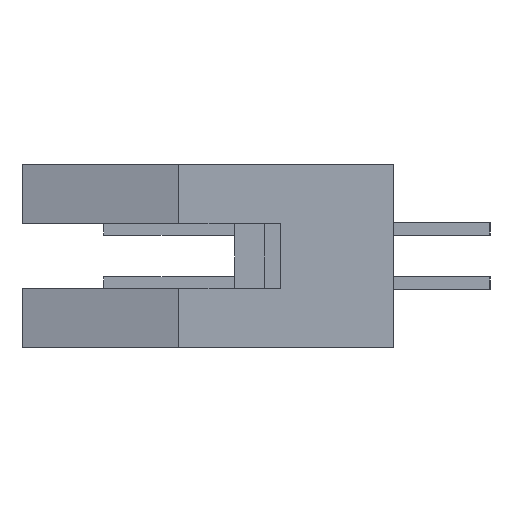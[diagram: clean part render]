
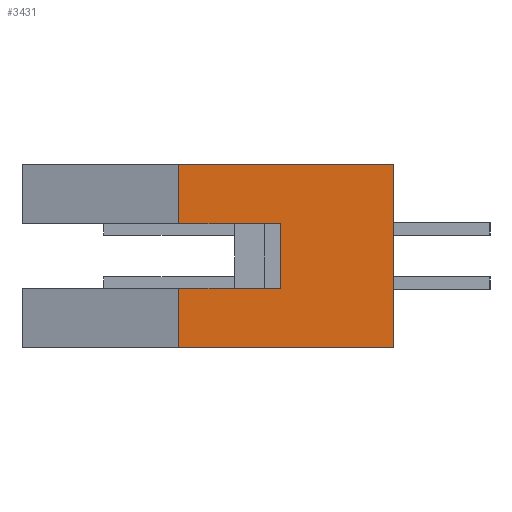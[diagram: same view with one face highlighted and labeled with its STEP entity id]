
A CAD part, left-side view. The second image highlights one B-rep face of the part: STEP entity #3431.
In plain terms, the highlighted planar face has unit normal (-1, 0, 0).
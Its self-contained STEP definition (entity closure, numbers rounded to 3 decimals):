
#3431=ADVANCED_FACE('F134',(#4439),#3934,.T.);
#3934=PLANE('',#12772);
#4439=FACE_OUTER_BOUND('',#4945,.T.);
#4945=EDGE_LOOP('',(#7012,#7013,#7014,#7015,#7016,#7017,#7018,#7019));
#7012=ORIENTED_EDGE('',*,*,#9664,.T.);
#7013=ORIENTED_EDGE('',*,*,#9663,.F.);
#7014=ORIENTED_EDGE('',*,*,#9665,.T.);
#7015=ORIENTED_EDGE('',*,*,#9666,.T.);
#7016=ORIENTED_EDGE('',*,*,#9667,.T.);
#7017=ORIENTED_EDGE('',*,*,#9653,.F.);
#7018=ORIENTED_EDGE('',*,*,#9651,.T.);
#7019=ORIENTED_EDGE('',*,*,#9633,.T.);
#8407=VERTEX_POINT('',#17520);
#8408=VERTEX_POINT('',#17522);
#8419=VERTEX_POINT('',#17557);
#8420=VERTEX_POINT('',#17561);
#8427=VERTEX_POINT('',#17578);
#8428=VERTEX_POINT('',#17580);
#8429=VERTEX_POINT('',#17585);
#8430=VERTEX_POINT('',#17587);
#9633=EDGE_CURVE('E407',#8408,#8407,#10896,.T.);
#9651=EDGE_CURVE('E385',#8419,#8408,#10914,.T.);
#9653=EDGE_CURVE('E364',#8419,#8420,#10916,.T.);
#9663=EDGE_CURVE('E362',#8428,#8427,#10926,.T.);
#9664=EDGE_CURVE('E376',#8407,#8427,#10927,.T.);
#9665=EDGE_CURVE('E256',#8428,#8429,#10928,.T.);
#9666=EDGE_CURVE('E113',#8429,#8430,#10929,.T.);
#9667=EDGE_CURVE('E406',#8430,#8420,#10930,.T.);
#10896=LINE('',#17521,#12157);
#10914=LINE('',#17556,#12175);
#10916=LINE('',#17560,#12177);
#10926=LINE('',#17581,#12187);
#10927=LINE('',#17583,#12188);
#10928=LINE('',#17584,#12189);
#10929=LINE('',#17586,#12190);
#10930=LINE('',#17588,#12191);
#12157=VECTOR('',#14903,1.);
#12175=VECTOR('',#14933,1.);
#12177=VECTOR('',#14937,1.);
#12187=VECTOR('',#14951,1.);
#12188=VECTOR('',#14954,1.);
#12189=VECTOR('',#14955,1.);
#12190=VECTOR('',#14956,1.);
#12191=VECTOR('',#14957,1.);
#12772=AXIS2_PLACEMENT_3D('',#17589,#14958,#14959);
#14903=DIRECTION('',(0.,0.,-1.));
#14933=DIRECTION('',(0.,-1.,0.));
#14937=DIRECTION('',(0.,0.,1.));
#14951=DIRECTION('',(0.,0.,1.));
#14954=DIRECTION('',(0.,1.,0.));
#14955=DIRECTION('',(0.,-1.,0.));
#14956=DIRECTION('',(0.,0.,1.));
#14957=DIRECTION('',(0.,1.,0.));
#14958=DIRECTION('',(-1.,0.,0.));
#14959=DIRECTION('',(0.,-1.,0.));
#17520=CARTESIAN_POINT('',(-31.573,7.84,2.75));
#17521=CARTESIAN_POINT('',(-31.573,7.84,4.25));
#17522=CARTESIAN_POINT('',(-31.573,7.84,5.75));
#17556=CARTESIAN_POINT('',(-31.573,10.215,5.75));
#17557=CARTESIAN_POINT('',(-31.573,12.59,5.75));
#17560=CARTESIAN_POINT('',(-31.573,12.59,7.125));
#17561=CARTESIAN_POINT('',(-31.573,12.59,8.5));
#17578=CARTESIAN_POINT('',(-31.573,12.59,2.75));
#17580=CARTESIAN_POINT('',(-31.573,12.59,0.));
#17581=CARTESIAN_POINT('',(-31.573,12.59,1.375));
#17583=CARTESIAN_POINT('',(-31.573,10.215,2.75));
#17584=CARTESIAN_POINT('',(-31.573,7.59,0.));
#17585=CARTESIAN_POINT('',(-31.573,2.59,0.));
#17586=CARTESIAN_POINT('',(-31.573,2.59,4.25));
#17587=CARTESIAN_POINT('',(-31.573,2.59,8.5));
#17588=CARTESIAN_POINT('',(-31.573,7.59,8.5));
#17589=CARTESIAN_POINT('',(-31.573,12.59,0.));
